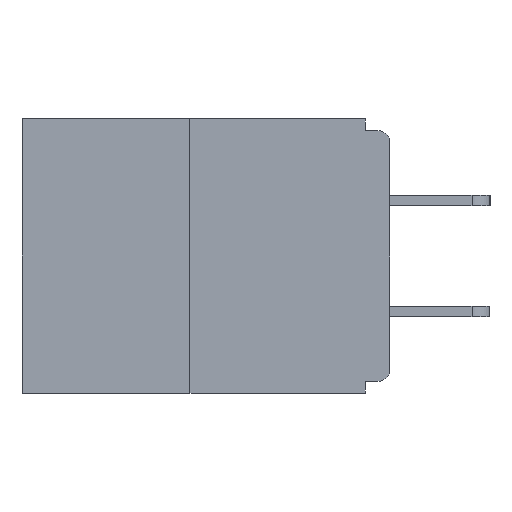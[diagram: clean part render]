
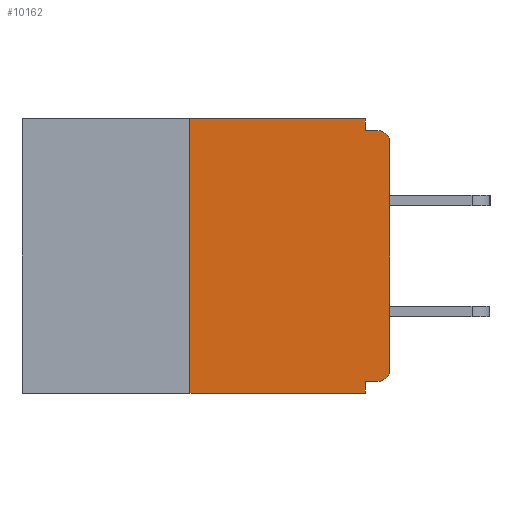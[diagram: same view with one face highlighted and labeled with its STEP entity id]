
A CAD part, left-side view. The second image highlights one B-rep face of the part: STEP entity #10162.
In plain terms, the highlighted planar face has unit normal (-1, 0, 0).
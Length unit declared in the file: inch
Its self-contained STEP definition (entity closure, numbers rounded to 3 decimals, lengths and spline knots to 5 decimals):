
#160 = DIRECTION ( 'NONE',  ( 0., 0., -1. ) ) ;
#214 = PLANE ( 'NONE',  #1136 ) ;
#377 = VERTEX_POINT ( 'NONE', #2685 ) ;
#381 = VECTOR ( 'NONE', #10582, 39.37008 ) ;
#497 = DIRECTION ( 'NONE',  ( 1., 0., 0. ) ) ;
#939 = CARTESIAN_POINT ( 'NONE',  ( 0., 0.015, -0.03 ) ) ;
#1136 = AXIS2_PLACEMENT_3D ( 'NONE', #6542, #497, #3179 ) ;
#1173 = AXIS2_PLACEMENT_3D ( 'NONE', #939, #4589, #160 ) ;
#1216 = ORIENTED_EDGE ( 'NONE', *, *, #3147, .F. ) ;
#1677 = DIRECTION ( 'NONE',  ( 0., 0., 1. ) ) ;
#1760 = DIRECTION ( 'NONE',  ( 0., 0., -1. ) ) ;
#1938 = CARTESIAN_POINT ( 'NONE',  ( 0., 0., -0.313 ) ) ;
#1968 = EDGE_LOOP ( 'NONE', ( #11329, #6324, #11123, #7738, #6097, #6727, #6266, #7171, #9083, #1216 ) ) ;
#2025 = VERTEX_POINT ( 'NONE', #1938 ) ;
#2098 = CARTESIAN_POINT ( 'NONE',  ( 0., 0.031, -0.343 ) ) ;
#2389 = AXIS2_PLACEMENT_3D ( 'NONE', #11651, #7138, #1760 ) ;
#2685 = CARTESIAN_POINT ( 'NONE',  ( 0., 0.015, -0.015 ) ) ;
#3021 = LINE ( 'NONE', #7105, #4154 ) ;
#3147 = EDGE_CURVE ( 'NONE', #8214, #9782, #6136, .T. ) ;
#3179 = DIRECTION ( 'NONE',  ( 0., 0., -1. ) ) ;
#3321 = LINE ( 'NONE', #3677, #6277 ) ;
#3368 = FACE_OUTER_BOUND ( 'NONE', #1968, .T. ) ;
#3528 = CARTESIAN_POINT ( 'NONE',  ( 0., 0.031, -0.343 ) ) ;
#3650 = VECTOR ( 'NONE', #6188, 39.37008 ) ;
#3663 = CIRCLE ( 'NONE', #2389, 0.015 ) ;
#3677 = CARTESIAN_POINT ( 'NONE',  ( 0., 0.46, -0.343 ) ) ;
#3748 = VECTOR ( 'NONE', #4389, 39.37008 ) ;
#3754 = DIRECTION ( 'NONE',  ( 0., -1., 0. ) ) ;
#3821 = CARTESIAN_POINT ( 'NONE',  ( 0., 0.031, -0.328 ) ) ;
#4154 = VECTOR ( 'NONE', #10739, 39.37008 ) ;
#4287 = CARTESIAN_POINT ( 'NONE',  ( 0., 0., 0. ) ) ;
#4388 = EDGE_CURVE ( 'NONE', #10867, #377, #11666, .T. ) ;
#4389 = DIRECTION ( 'NONE',  ( 0., 0., -1. ) ) ;
#4589 = DIRECTION ( 'NONE',  ( -1., 0., 0. ) ) ;
#4917 = EDGE_CURVE ( 'NONE', #2025, #10867, #9521, .T. ) ;
#5925 = EDGE_CURVE ( 'NONE', #7168, #6434, #3321, .T. ) ;
#6052 = LINE ( 'NONE', #2098, #3650 ) ;
#6097 = ORIENTED_EDGE ( 'NONE', *, *, #11487, .F. ) ;
#6136 = LINE ( 'NONE', #8872, #3748 ) ;
#6146 = CARTESIAN_POINT ( 'NONE',  ( 0., 0.25, -0.343 ) ) ;
#6188 = DIRECTION ( 'NONE',  ( 0., 0., -1. ) ) ;
#6266 = ORIENTED_EDGE ( 'NONE', *, *, #4917, .T. ) ;
#6277 = VECTOR ( 'NONE', #10869, 39.37008 ) ;
#6324 = ORIENTED_EDGE ( 'NONE', *, *, #7096, .F. ) ;
#6434 = VERTEX_POINT ( 'NONE', #3528 ) ;
#6512 = CARTESIAN_POINT ( 'NONE',  ( 0., 0., -0.03 ) ) ;
#6542 = CARTESIAN_POINT ( 'NONE',  ( 0., 0.46, 0. ) ) ;
#6727 = ORIENTED_EDGE ( 'NONE', *, *, #9363, .T. ) ;
#6735 = LINE ( 'NONE', #8741, #381 ) ;
#6878 = VERTEX_POINT ( 'NONE', #9153 ) ;
#6992 = VERTEX_POINT ( 'NONE', #8858 ) ;
#7096 = EDGE_CURVE ( 'NONE', #7168, #6992, #3021, .T. ) ;
#7105 = CARTESIAN_POINT ( 'NONE',  ( 0., 0.25, 0. ) ) ;
#7138 = DIRECTION ( 'NONE',  ( -1., 0., 0. ) ) ;
#7168 = VERTEX_POINT ( 'NONE', #6146 ) ;
#7171 = ORIENTED_EDGE ( 'NONE', *, *, #4388, .T. ) ;
#7193 = LINE ( 'NONE', #10286, #9344 ) ;
#7246 = VECTOR ( 'NONE', #3754, 39.37008 ) ;
#7375 = VECTOR ( 'NONE', #1677, 39.37008 ) ;
#7601 = CARTESIAN_POINT ( 'NONE',  ( 0., 0.031, -0.015 ) ) ;
#7738 = ORIENTED_EDGE ( 'NONE', *, *, #10271, .F. ) ;
#8183 = EDGE_CURVE ( 'NONE', #9782, #377, #9393, .T. ) ;
#8214 = VERTEX_POINT ( 'NONE', #9242 ) ;
#8416 = CARTESIAN_POINT ( 'NONE',  ( 0., 0., -0.015 ) ) ;
#8741 = CARTESIAN_POINT ( 'NONE',  ( 0., 0., -0.328 ) ) ;
#8858 = CARTESIAN_POINT ( 'NONE',  ( 0., 0.25, 0. ) ) ;
#8872 = CARTESIAN_POINT ( 'NONE',  ( 0., 0.031, 0. ) ) ;
#9083 = ORIENTED_EDGE ( 'NONE', *, *, #8183, .F. ) ;
#9153 = CARTESIAN_POINT ( 'NONE',  ( 0., 0.015, -0.328 ) ) ;
#9242 = CARTESIAN_POINT ( 'NONE',  ( 0., 0.031, 0. ) ) ;
#9344 = VECTOR ( 'NONE', #10368, 39.37008 ) ;
#9363 = EDGE_CURVE ( 'NONE', #6878, #2025, #3663, .T. ) ;
#9393 = LINE ( 'NONE', #8416, #7246 ) ;
#9521 = LINE ( 'NONE', #4287, #7375 ) ;
#9782 = VERTEX_POINT ( 'NONE', #7601 ) ;
#9826 = EDGE_CURVE ( 'NONE', #6992, #8214, #7193, .T. ) ;
#10162 = ADVANCED_FACE ( 'NONE', ( #3368 ), #214, .F. ) ;
#10271 = EDGE_CURVE ( 'NONE', #10871, #6434, #6052, .T. ) ;
#10286 = CARTESIAN_POINT ( 'NONE',  ( 0., 0.46, 0. ) ) ;
#10368 = DIRECTION ( 'NONE',  ( 0., -1., 0. ) ) ;
#10582 = DIRECTION ( 'NONE',  ( 0., 1., 0. ) ) ;
#10739 = DIRECTION ( 'NONE',  ( 0., 0., 1. ) ) ;
#10867 = VERTEX_POINT ( 'NONE', #6512 ) ;
#10869 = DIRECTION ( 'NONE',  ( 0., -1., 0. ) ) ;
#10871 = VERTEX_POINT ( 'NONE', #3821 ) ;
#11123 = ORIENTED_EDGE ( 'NONE', *, *, #5925, .T. ) ;
#11329 = ORIENTED_EDGE ( 'NONE', *, *, #9826, .F. ) ;
#11487 = EDGE_CURVE ( 'NONE', #6878, #10871, #6735, .T. ) ;
#11651 = CARTESIAN_POINT ( 'NONE',  ( 0., 0.015, -0.313 ) ) ;
#11666 = CIRCLE ( 'NONE', #1173, 0.015 ) ;
